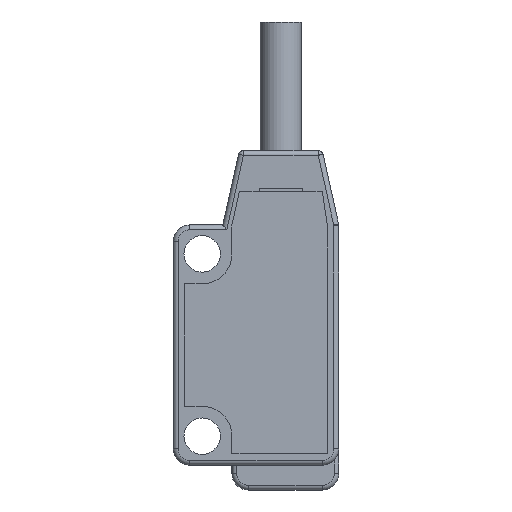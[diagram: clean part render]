
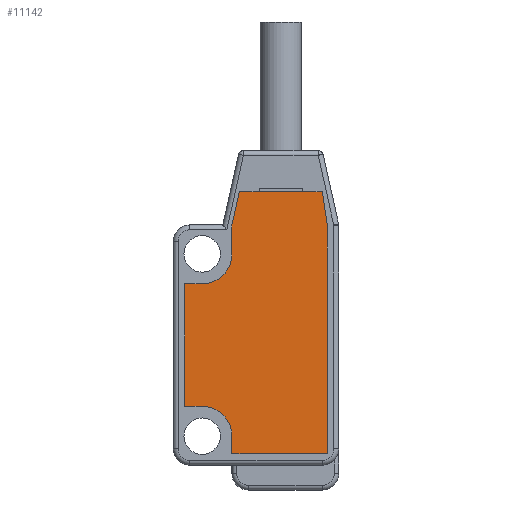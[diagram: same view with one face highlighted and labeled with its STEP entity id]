
A CAD part, left-side view. The second image highlights one B-rep face of the part: STEP entity #11142.
In plain terms, the highlighted face is planar.
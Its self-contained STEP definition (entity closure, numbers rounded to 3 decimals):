
#3838=DIRECTION('',(1.,0.,0.));
#3839=VECTOR('',#3838,1.2);
#3840=CARTESIAN_POINT('',(-7.2,0.05,7.75));
#3841=LINE('',#3840,#3839);
#3846=DIRECTION('',(1.,0.,0.));
#3847=VECTOR('',#3846,2.6);
#3848=CARTESIAN_POINT('',(-9.8,0.05,7.75));
#3849=LINE('',#3848,#3847);
#3850=DIRECTION('',(0.148,0.,-0.989));
#3851=VECTOR('',#3850,2.022);
#3852=CARTESIAN_POINT('',(-6.,0.05,7.75));
#3853=LINE('',#3852,#3851);
#3858=DIRECTION('',(0.,0.,-1.));
#3859=VECTOR('',#3858,13.8);
#3860=CARTESIAN_POINT('',(-5.7,0.05,5.75));
#3861=LINE('',#3860,#3859);
#3870=DIRECTION('',(-1.,0.,0.));
#3871=VECTOR('',#3870,5.75);
#3872=CARTESIAN_POINT('',(-5.7,0.05,-8.05));
#3873=LINE('',#3872,#3871);
#3882=DIRECTION('',(0.,0.,1.));
#3883=VECTOR('',#3882,1.05);
#3884=CARTESIAN_POINT('',(-11.45,0.05,-8.05));
#3885=LINE('',#3884,#3883);
#3894=CARTESIAN_POINT('',(-13.25,0.05,-7.));
#3895=DIRECTION('',(0.,1.,0.));
#3896=DIRECTION('',(0.,0.,1.));
#3897=AXIS2_PLACEMENT_3D('',#3894,#3895,#3896);
#3907=DIRECTION('',(-1.,0.,0.));
#3908=VECTOR('',#3907,1.05);
#3909=CARTESIAN_POINT('',(-13.25,0.05,-5.2));
#3910=LINE('',#3909,#3908);
#3915=DIRECTION('',(0.,0.,1.));
#3916=VECTOR('',#3915,7.4);
#3917=CARTESIAN_POINT('',(-14.3,0.05,-5.2));
#3918=LINE('',#3917,#3916);
#3927=DIRECTION('',(1.,0.,0.));
#3928=VECTOR('',#3927,1.05);
#3929=CARTESIAN_POINT('',(-14.3,0.05,2.2));
#3930=LINE('',#3929,#3928);
#3939=CARTESIAN_POINT('',(-13.25,0.05,4.));
#3940=DIRECTION('',(0.,1.,0.));
#3941=DIRECTION('',(1.,0.,0.));
#3942=AXIS2_PLACEMENT_3D('',#3939,#3940,#3941);
#3952=DIRECTION('',(0.,0.,1.));
#3953=VECTOR('',#3952,1.75);
#3954=CARTESIAN_POINT('',(-11.45,0.05,4.));
#3955=LINE('',#3954,#3953);
#3960=DIRECTION('',(0.22,0.,0.976));
#3961=VECTOR('',#3960,2.05);
#3962=CARTESIAN_POINT('',(-11.45,0.05,5.75));
#3963=LINE('',#3962,#3961);
#3972=DIRECTION('',(1.,0.,0.));
#3973=VECTOR('',#3972,1.2);
#3974=CARTESIAN_POINT('',(-11.,0.05,7.75));
#3975=LINE('',#3974,#3973);
#4472=CARTESIAN_POINT('',(-7.2,0.05,7.75));
#4473=CARTESIAN_POINT('',(-6.,0.05,7.75));
#4474=VERTEX_POINT('',#4472);
#4475=VERTEX_POINT('',#4473);
#4476=CARTESIAN_POINT('',(-11.,0.05,7.75));
#4477=CARTESIAN_POINT('',(-9.8,0.05,7.75));
#4478=VERTEX_POINT('',#4476);
#4479=VERTEX_POINT('',#4477);
#4480=CARTESIAN_POINT('',(-5.7,0.05,5.75));
#4481=VERTEX_POINT('',#4480);
#4482=CARTESIAN_POINT('',(-5.7,0.05,-8.05));
#4483=VERTEX_POINT('',#4482);
#4484=CARTESIAN_POINT('',(-11.45,0.05,-8.05));
#4485=VERTEX_POINT('',#4484);
#4486=CARTESIAN_POINT('',(-11.45,0.05,-7.));
#4487=VERTEX_POINT('',#4486);
#4488=CARTESIAN_POINT('',(-13.25,0.05,-5.2));
#4489=VERTEX_POINT('',#4488);
#4490=CARTESIAN_POINT('',(-14.3,0.05,-5.2));
#4491=VERTEX_POINT('',#4490);
#4492=CARTESIAN_POINT('',(-14.3,0.05,2.2));
#4493=VERTEX_POINT('',#4492);
#4494=CARTESIAN_POINT('',(-13.25,0.05,2.2));
#4495=VERTEX_POINT('',#4494);
#4496=CARTESIAN_POINT('',(-11.45,0.05,4.));
#4497=VERTEX_POINT('',#4496);
#4498=CARTESIAN_POINT('',(-11.45,0.05,5.75));
#4499=VERTEX_POINT('',#4498);
#11109=CARTESIAN_POINT('',(-10.,0.05,-0.15));
#11110=DIRECTION('',(0.,1.,0.));
#11111=DIRECTION('',(-1.,0.,0.));
#11112=AXIS2_PLACEMENT_3D('',#11109,#11110,#11111);
#11113=PLANE('',#11112);
#11114=ORIENTED_EDGE('',*,*,#11100,.T.);
#11116=ORIENTED_EDGE('',*,*,#11115,.T.);
#11118=ORIENTED_EDGE('',*,*,#11117,.T.);
#11120=ORIENTED_EDGE('',*,*,#11119,.T.);
#11122=ORIENTED_EDGE('',*,*,#11121,.T.);
#11124=ORIENTED_EDGE('',*,*,#11123,.F.);
#11126=ORIENTED_EDGE('',*,*,#11125,.T.);
#11128=ORIENTED_EDGE('',*,*,#11127,.T.);
#11130=ORIENTED_EDGE('',*,*,#11129,.T.);
#11132=ORIENTED_EDGE('',*,*,#11131,.F.);
#11134=ORIENTED_EDGE('',*,*,#11133,.T.);
#11136=ORIENTED_EDGE('',*,*,#11135,.T.);
#11138=ORIENTED_EDGE('',*,*,#11137,.T.);
#11139=ORIENTED_EDGE('',*,*,#11050,.T.);
#11140=EDGE_LOOP('',(#11114,#11116,#11118,#11120,#11122,#11124,#11126,#11128,
#11130,#11132,#11134,#11136,#11138,#11139));
#11141=FACE_OUTER_BOUND('',#11140,.F.);
#3898=CIRCLE('',#3897,1.8);
#3943=CIRCLE('',#3942,1.8);
#11050=EDGE_CURVE('',#4479,#4474,#3849,.T.);
#11100=EDGE_CURVE('',#4474,#4475,#3841,.T.);
#11115=EDGE_CURVE('',#4475,#4481,#3853,.T.);
#11117=EDGE_CURVE('',#4481,#4483,#3861,.T.);
#11119=EDGE_CURVE('',#4483,#4485,#3873,.T.);
#11121=EDGE_CURVE('',#4485,#4487,#3885,.T.);
#11123=EDGE_CURVE('',#4489,#4487,#3898,.T.);
#11125=EDGE_CURVE('',#4489,#4491,#3910,.T.);
#11127=EDGE_CURVE('',#4491,#4493,#3918,.T.);
#11129=EDGE_CURVE('',#4493,#4495,#3930,.T.);
#11131=EDGE_CURVE('',#4497,#4495,#3943,.T.);
#11133=EDGE_CURVE('',#4497,#4499,#3955,.T.);
#11135=EDGE_CURVE('',#4499,#4478,#3963,.T.);
#11137=EDGE_CURVE('',#4478,#4479,#3975,.T.);
#11142=ADVANCED_FACE('',(#11141),#11113,.F.);
